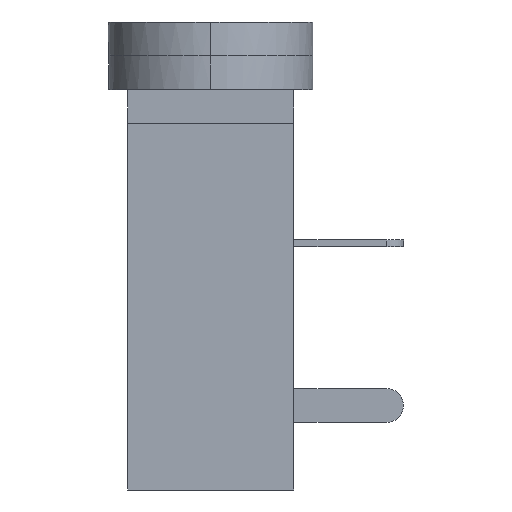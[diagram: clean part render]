
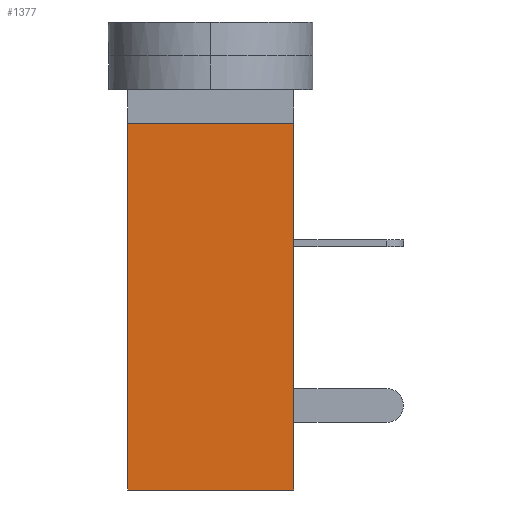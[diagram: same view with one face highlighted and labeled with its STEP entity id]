
A CAD part, left-side view. The second image highlights one B-rep face of the part: STEP entity #1377.
In plain terms, the highlighted planar face has unit normal (-1, 0, 0).
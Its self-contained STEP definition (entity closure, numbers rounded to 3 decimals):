
#106 = AXIS2_PLACEMENT_3D ( 'NONE', #324, #1354, #1810 ) ;
#206 = CARTESIAN_POINT ( 'NONE',  ( 0., 4.92, -10.85 ) ) ;
#222 = CARTESIAN_POINT ( 'NONE',  ( 0., 4.92, 0. ) ) ;
#245 = CARTESIAN_POINT ( 'NONE',  ( 0., 4.92, 0. ) ) ;
#324 = CARTESIAN_POINT ( 'NONE',  ( 0., 4.92, 0. ) ) ;
#454 = PLANE ( 'NONE',  #106 ) ;
#460 = EDGE_LOOP ( 'NONE', ( #1153, #823, #696, #999 ) ) ;
#509 = VECTOR ( 'NONE', #685, 1000. ) ;
#674 = CARTESIAN_POINT ( 'NONE',  ( 0., 0., -10.85 ) ) ;
#678 = VERTEX_POINT ( 'NONE', #206 ) ;
#685 = DIRECTION ( 'NONE',  ( 0., 0., 1. ) ) ;
#696 = ORIENTED_EDGE ( 'NONE', *, *, #1844, .F. ) ;
#698 = DIRECTION ( 'NONE',  ( 0., 0., 1. ) ) ;
#823 = ORIENTED_EDGE ( 'NONE', *, *, #1211, .F. ) ;
#934 = VECTOR ( 'NONE', #1572, 1000. ) ;
#953 = CARTESIAN_POINT ( 'NONE',  ( 0., 4.92, -10.85 ) ) ;
#981 = LINE ( 'NONE', #1854, #934 ) ;
#999 = ORIENTED_EDGE ( 'NONE', *, *, #1429, .T. ) ;
#1033 = VECTOR ( 'NONE', #698, 1000. ) ;
#1153 = ORIENTED_EDGE ( 'NONE', *, *, #1489, .T. ) ;
#1168 = LINE ( 'NONE', #1898, #1033 ) ;
#1196 = FACE_OUTER_BOUND ( 'NONE', #460, .T. ) ;
#1211 = EDGE_CURVE ( 'NONE', #1307, #1920, #981, .T. ) ;
#1212 = VERTEX_POINT ( 'NONE', #674 ) ;
#1277 = VECTOR ( 'NONE', #1547, 1000. ) ;
#1307 = VERTEX_POINT ( 'NONE', #222 ) ;
#1354 = DIRECTION ( 'NONE',  ( 1., 0., 0. ) ) ;
#1377 = ADVANCED_FACE ( 'NONE', ( #1196 ), #454, .F. ) ;
#1429 = EDGE_CURVE ( 'NONE', #678, #1212, #1539, .T. ) ;
#1489 = EDGE_CURVE ( 'NONE', #1212, #1920, #1168, .T. ) ;
#1539 = LINE ( 'NONE', #953, #1277 ) ;
#1547 = DIRECTION ( 'NONE',  ( 0., -1., 0. ) ) ;
#1572 = DIRECTION ( 'NONE',  ( 0., -1., 0. ) ) ;
#1578 = LINE ( 'NONE', #245, #509 ) ;
#1731 = CARTESIAN_POINT ( 'NONE',  ( 0., 0., 0. ) ) ;
#1810 = DIRECTION ( 'NONE',  ( 0., 0., -1. ) ) ;
#1844 = EDGE_CURVE ( 'NONE', #678, #1307, #1578, .T. ) ;
#1854 = CARTESIAN_POINT ( 'NONE',  ( 0., 4.92, 0. ) ) ;
#1898 = CARTESIAN_POINT ( 'NONE',  ( 0., 0., 0. ) ) ;
#1920 = VERTEX_POINT ( 'NONE', #1731 ) ;
